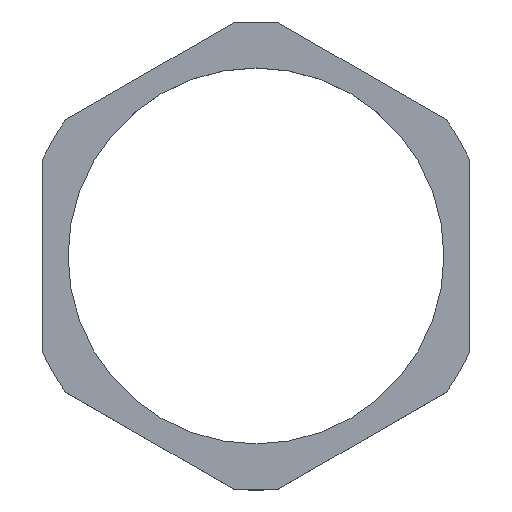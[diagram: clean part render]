
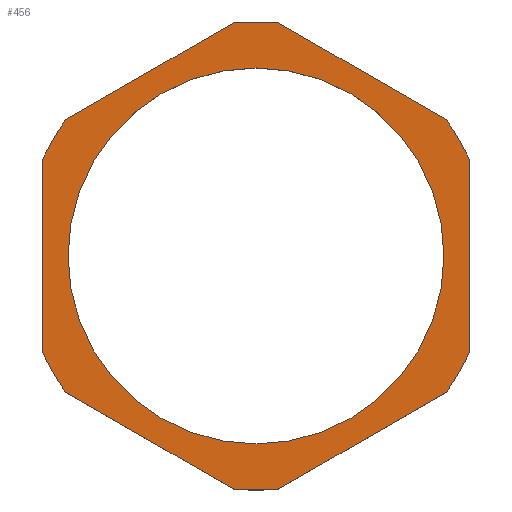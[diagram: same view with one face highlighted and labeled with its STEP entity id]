
A CAD part, top view. The second image highlights one B-rep face of the part: STEP entity #456.
In plain terms, the highlighted planar face has unit normal (0, 0, 1).
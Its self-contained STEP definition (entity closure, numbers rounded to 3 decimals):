
#2 = VERTEX_POINT ( 'NONE', #370 ) ;
#5 = EDGE_LOOP ( 'NONE', ( #24, #86 ) ) ;
#7 = DIRECTION ( 'NONE',  ( 1., 0., 0. ) ) ;
#8 = VERTEX_POINT ( 'NONE', #453 ) ;
#10 = CARTESIAN_POINT ( 'NONE',  ( -27.5, -12.482, 5.5 ) ) ;
#13 = ORIENTED_EDGE ( 'NONE', *, *, #115, .T. ) ;
#15 = AXIS2_PLACEMENT_3D ( 'NONE', #51, #97, #434 ) ;
#17 = ORIENTED_EDGE ( 'NONE', *, *, #174, .T. ) ;
#24 = ORIENTED_EDGE ( 'NONE', *, *, #178, .F. ) ;
#30 = ORIENTED_EDGE ( 'NONE', *, *, #62, .T. ) ;
#36 = VERTEX_POINT ( 'NONE', #495 ) ;
#37 = EDGE_CURVE ( 'NONE', #239, #106, #273, .T. ) ;
#39 = CARTESIAN_POINT ( 'NONE',  ( 0., 0., 5.5 ) ) ;
#41 = CARTESIAN_POINT ( 'NONE',  ( 0., 0., 5.5 ) ) ;
#46 = DIRECTION ( 'NONE',  ( 0., 0., 1. ) ) ;
#47 = DIRECTION ( 'NONE',  ( 0., 0., 1. ) ) ;
#48 = VECTOR ( 'NONE', #175, 1000. ) ;
#51 = CARTESIAN_POINT ( 'NONE',  ( 0., 0., 5.5 ) ) ;
#54 = CIRCLE ( 'NONE', #15, 30.2 ) ;
#58 = CARTESIAN_POINT ( 'NONE',  ( -24.559, -17.575, 5.5 ) ) ;
#62 = EDGE_CURVE ( 'NONE', #289, #521, #361, .T. ) ;
#63 = CARTESIAN_POINT ( 'NONE',  ( -2.941, -30.056, 5.5 ) ) ;
#64 = ORIENTED_EDGE ( 'NONE', *, *, #87, .T. ) ;
#65 = DIRECTION ( 'NONE',  ( 0., -1., 0. ) ) ;
#74 = CARTESIAN_POINT ( 'NONE',  ( 27.5, -12.482, 5.5 ) ) ;
#85 = DIRECTION ( 'NONE',  ( 0., 0., 1. ) ) ;
#86 = ORIENTED_EDGE ( 'NONE', *, *, #337, .F. ) ;
#87 = EDGE_CURVE ( 'NONE', #521, #36, #91, .T. ) ;
#91 = CIRCLE ( 'NONE', #263, 30.2 ) ;
#92 = EDGE_CURVE ( 'NONE', #106, #400, #384, .T. ) ;
#94 = DIRECTION ( 'NONE',  ( 1., 0., 0. ) ) ;
#96 = AXIS2_PLACEMENT_3D ( 'NONE', #509, #46, #7 ) ;
#97 = DIRECTION ( 'NONE',  ( 0., 0., 1. ) ) ;
#98 = DIRECTION ( 'NONE',  ( 1., 0., 0. ) ) ;
#99 = FACE_BOUND ( 'NONE', #5, .T. ) ;
#105 = LINE ( 'NONE', #126, #48 ) ;
#106 = VERTEX_POINT ( 'NONE', #462 ) ;
#115 = EDGE_CURVE ( 'NONE', #544, #421, #105, .T. ) ;
#120 = EDGE_CURVE ( 'NONE', #421, #2, #376, .T. ) ;
#126 = CARTESIAN_POINT ( 'NONE',  ( -2.941, 30.056, 5.5 ) ) ;
#130 = DIRECTION ( 'NONE',  ( 0., 0., 1. ) ) ;
#132 = LINE ( 'NONE', #464, #481 ) ;
#133 = ORIENTED_EDGE ( 'NONE', *, *, #228, .T. ) ;
#136 = CARTESIAN_POINT ( 'NONE',  ( 27.5, -12.482, 5.5 ) ) ;
#138 = EDGE_CURVE ( 'NONE', #36, #460, #132, .T. ) ;
#162 = VERTEX_POINT ( 'NONE', #309 ) ;
#174 = EDGE_CURVE ( 'NONE', #334, #289, #261, .T. ) ;
#175 = DIRECTION ( 'NONE',  ( -0.866, -0.5, 0. ) ) ;
#177 = CARTESIAN_POINT ( 'NONE',  ( -24.559, -17.575, 5.5 ) ) ;
#178 = EDGE_CURVE ( 'NONE', #482, #8, #258, .T. ) ;
#182 = DIRECTION ( 'NONE',  ( 0., 0., 1. ) ) ;
#185 = CARTESIAN_POINT ( 'NONE',  ( 0., 0., 5.5 ) ) ;
#190 = CARTESIAN_POINT ( 'NONE',  ( 24.559, 17.575, 5.5 ) ) ;
#196 = CARTESIAN_POINT ( 'NONE',  ( 0., 0., 5.5 ) ) ;
#198 = CARTESIAN_POINT ( 'NONE',  ( 24.559, -17.575, 5.5 ) ) ;
#213 = LINE ( 'NONE', #190, #332 ) ;
#215 = ORIENTED_EDGE ( 'NONE', *, *, #92, .T. ) ;
#219 = ORIENTED_EDGE ( 'NONE', *, *, #379, .T. ) ;
#228 = EDGE_CURVE ( 'NONE', #162, #544, #314, .T. ) ;
#233 = ORIENTED_EDGE ( 'NONE', *, *, #241, .T. ) ;
#239 = VERTEX_POINT ( 'NONE', #136 ) ;
#241 = EDGE_CURVE ( 'NONE', #460, #239, #54, .T. ) ;
#244 = DIRECTION ( 'NONE',  ( 0., 0., 1. ) ) ;
#248 = AXIS2_PLACEMENT_3D ( 'NONE', #324, #244, #410 ) ;
#258 = CIRCLE ( 'NONE', #96, 24.25 ) ;
#261 = CIRCLE ( 'NONE', #285, 30.2 ) ;
#263 = AXIS2_PLACEMENT_3D ( 'NONE', #39, #385, #545 ) ;
#269 = DIRECTION ( 'NONE',  ( -0.866, 0.5, 0. ) ) ;
#273 = LINE ( 'NONE', #74, #300 ) ;
#279 = CIRCLE ( 'NONE', #445, 24.25 ) ;
#281 = AXIS2_PLACEMENT_3D ( 'NONE', #41, #130, #458 ) ;
#285 = AXIS2_PLACEMENT_3D ( 'NONE', #465, #182, #94 ) ;
#289 = VERTEX_POINT ( 'NONE', #58 ) ;
#293 = DIRECTION ( 'NONE',  ( 0.866, 0.5, 0. ) ) ;
#295 = CARTESIAN_POINT ( 'NONE',  ( 0., 0., 5.5 ) ) ;
#300 = VECTOR ( 'NONE', #418, 1000. ) ;
#307 = FACE_OUTER_BOUND ( 'NONE', #345, .T. ) ;
#309 = CARTESIAN_POINT ( 'NONE',  ( 2.941, 30.056, 5.5 ) ) ;
#313 = LINE ( 'NONE', #489, #355 ) ;
#314 = CIRCLE ( 'NONE', #401, 30.2 ) ;
#319 = CARTESIAN_POINT ( 'NONE',  ( 24.25, 0., 5.5 ) ) ;
#324 = CARTESIAN_POINT ( 'NONE',  ( 0., 0., 5.5 ) ) ;
#332 = VECTOR ( 'NONE', #269, 1000. ) ;
#334 = VERTEX_POINT ( 'NONE', #10 ) ;
#337 = EDGE_CURVE ( 'NONE', #8, #482, #279, .T. ) ;
#345 = EDGE_LOOP ( 'NONE', ( #407, #353, #17, #30, #64, #380, #233, #540, #215, #219, #133, #13 ) ) ;
#353 = ORIENTED_EDGE ( 'NONE', *, *, #409, .T. ) ;
#355 = VECTOR ( 'NONE', #65, 1000. ) ;
#361 = LINE ( 'NONE', #177, #403 ) ;
#367 = AXIS2_PLACEMENT_3D ( 'NONE', #295, #85, #386 ) ;
#370 = CARTESIAN_POINT ( 'NONE',  ( -27.5, 12.482, 5.5 ) ) ;
#376 = CIRCLE ( 'NONE', #367, 30.2 ) ;
#379 = EDGE_CURVE ( 'NONE', #400, #162, #213, .T. ) ;
#380 = ORIENTED_EDGE ( 'NONE', *, *, #138, .T. ) ;
#381 = DIRECTION ( 'NONE',  ( 0.866, -0.5, 0. ) ) ;
#384 = CIRCLE ( 'NONE', #281, 30.2 ) ;
#385 = DIRECTION ( 'NONE',  ( 0., 0., 1. ) ) ;
#386 = DIRECTION ( 'NONE',  ( 1., 0., 0. ) ) ;
#398 = CARTESIAN_POINT ( 'NONE',  ( 24.559, 17.575, 5.5 ) ) ;
#400 = VERTEX_POINT ( 'NONE', #398 ) ;
#401 = AXIS2_PLACEMENT_3D ( 'NONE', #185, #47, #98 ) ;
#402 = DIRECTION ( 'NONE',  ( 1., 0., 0. ) ) ;
#403 = VECTOR ( 'NONE', #381, 1000. ) ;
#407 = ORIENTED_EDGE ( 'NONE', *, *, #120, .T. ) ;
#409 = EDGE_CURVE ( 'NONE', #2, #334, #313, .T. ) ;
#410 = DIRECTION ( 'NONE',  ( 1., 0., 0. ) ) ;
#418 = DIRECTION ( 'NONE',  ( 0., 1., 0. ) ) ;
#421 = VERTEX_POINT ( 'NONE', #491 ) ;
#434 = DIRECTION ( 'NONE',  ( 1., 0., 0. ) ) ;
#445 = AXIS2_PLACEMENT_3D ( 'NONE', #196, #520, #402 ) ;
#448 = CARTESIAN_POINT ( 'NONE',  ( -2.941, 30.056, 5.5 ) ) ;
#453 = CARTESIAN_POINT ( 'NONE',  ( -24.25, 0., 5.5 ) ) ;
#456 = ADVANCED_FACE ( 'NONE', ( #99, #307 ), #533, .T. ) ;
#458 = DIRECTION ( 'NONE',  ( 1., 0., 0. ) ) ;
#460 = VERTEX_POINT ( 'NONE', #198 ) ;
#462 = CARTESIAN_POINT ( 'NONE',  ( 27.5, 12.482, 5.5 ) ) ;
#464 = CARTESIAN_POINT ( 'NONE',  ( 2.941, -30.056, 5.5 ) ) ;
#465 = CARTESIAN_POINT ( 'NONE',  ( 0., 0., 5.5 ) ) ;
#481 = VECTOR ( 'NONE', #293, 1000. ) ;
#482 = VERTEX_POINT ( 'NONE', #319 ) ;
#489 = CARTESIAN_POINT ( 'NONE',  ( -27.5, 12.482, 5.5 ) ) ;
#491 = CARTESIAN_POINT ( 'NONE',  ( -24.559, 17.575, 5.5 ) ) ;
#495 = CARTESIAN_POINT ( 'NONE',  ( 2.941, -30.056, 5.5 ) ) ;
#509 = CARTESIAN_POINT ( 'NONE',  ( 0., 0., 5.5 ) ) ;
#520 = DIRECTION ( 'NONE',  ( 0., 0., 1. ) ) ;
#521 = VERTEX_POINT ( 'NONE', #63 ) ;
#533 = PLANE ( 'NONE',  #248 ) ;
#540 = ORIENTED_EDGE ( 'NONE', *, *, #37, .T. ) ;
#544 = VERTEX_POINT ( 'NONE', #448 ) ;
#545 = DIRECTION ( 'NONE',  ( 1., 0., 0. ) ) ;
